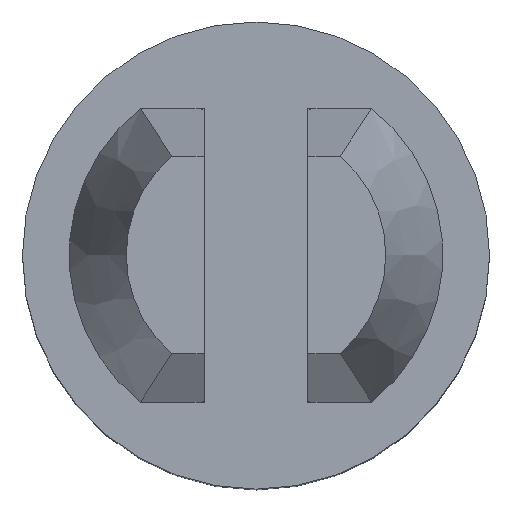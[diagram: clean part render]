
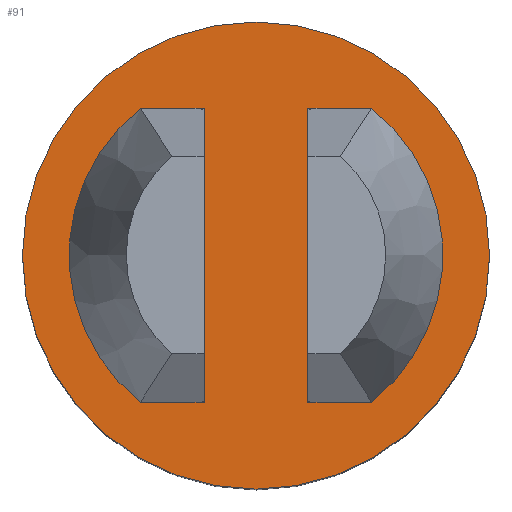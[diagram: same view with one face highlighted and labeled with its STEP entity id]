
A CAD part, top view. The second image highlights one B-rep face of the part: STEP entity #91.
In plain terms, the highlighted planar face has unit normal (0, 0, 1).
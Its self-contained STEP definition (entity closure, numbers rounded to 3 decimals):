
#91 = ADVANCED_FACE( '', ( #182, #183, #184 ), #185, .F. );
#182 = FACE_BOUND( '', #269, .T. );
#183 = FACE_BOUND( '', #270, .T. );
#184 = FACE_OUTER_BOUND( '', #271, .T. );
#185 = PLANE( '', #272 );
#269 = EDGE_LOOP( '', ( #455, #456 ) );
#270 = EDGE_LOOP( '', ( #457, #458 ) );
#271 = EDGE_LOOP( '', ( #459 ) );
#272 = AXIS2_PLACEMENT_3D( '', #460, #461, #462 );
#455 = ORIENTED_EDGE( '', *, *, #505, .T. );
#456 = ORIENTED_EDGE( '', *, *, #547, .T. );
#457 = ORIENTED_EDGE( '', *, *, #501, .T. );
#458 = ORIENTED_EDGE( '', *, *, #534, .F. );
#459 = ORIENTED_EDGE( '', *, *, #527, .F. );
#460 = CARTESIAN_POINT( '', ( -1.5, 0., 2.4 ) );
#461 = DIRECTION( '', ( 0., 0., -1. ) );
#462 = DIRECTION( '', ( -1., 0., 0. ) );
#501 = EDGE_CURVE( '', #584, #588, #590, .T. );
#505 = EDGE_CURVE( '', #597, #595, #598, .T. );
#527 = EDGE_CURVE( '', #631, #631, #632, .T. );
#534 = EDGE_CURVE( '', #584, #588, #640, .T. );
#547 = EDGE_CURVE( '', #595, #597, #657, .T. );
#584 = VERTEX_POINT( '', #704 );
#588 = VERTEX_POINT( '', #709 );
#590 = CIRCLE( '', #712, 1.5 );
#595 = VERTEX_POINT( '', #718 );
#597 = VERTEX_POINT( '', #721 );
#598 = LINE( '', #722, #723 );
#631 = VERTEX_POINT( '', #781 );
#632 = CIRCLE( '', #782, 2.25 );
#640 = LINE( '', #796, #797 );
#657 = CIRCLE( '', #822, 1.5 );
#704 = CARTESIAN_POINT( '', ( -0.5, -1.414, 2.4 ) );
#709 = CARTESIAN_POINT( '', ( -0.5, 1.414, 2.4 ) );
#712 = AXIS2_PLACEMENT_3D( '', #875, #876, #877 );
#718 = CARTESIAN_POINT( '', ( 0.5, 1.414, 2.4 ) );
#721 = CARTESIAN_POINT( '', ( 0.5, -1.414, 2.4 ) );
#722 = CARTESIAN_POINT( '', ( 0.5, -2.25, 2.4 ) );
#723 = VECTOR( '', #880, 1000. );
#781 = CARTESIAN_POINT( '', ( -2.25, 0., 2.4 ) );
#782 = AXIS2_PLACEMENT_3D( '', #903, #904, #905 );
#796 = CARTESIAN_POINT( '', ( -0.5, -2.25, 2.4 ) );
#797 = VECTOR( '', #909, 1000. );
#822 = AXIS2_PLACEMENT_3D( '', #921, #922, #923 );
#875 = CARTESIAN_POINT( '', ( 0., 0., 2.4 ) );
#876 = DIRECTION( '', ( 0., 0., -1. ) );
#877 = DIRECTION( '', ( -1., 0., 0. ) );
#880 = DIRECTION( '', ( 0., 1., 0. ) );
#903 = CARTESIAN_POINT( '', ( 0., 0., 2.4 ) );
#904 = DIRECTION( '', ( 0., 0., -1. ) );
#905 = DIRECTION( '', ( -1., 0., 0. ) );
#909 = DIRECTION( '', ( 0., 1., 0. ) );
#921 = CARTESIAN_POINT( '', ( 0., 0., 2.4 ) );
#922 = DIRECTION( '', ( 0., 0., -1. ) );
#923 = DIRECTION( '', ( -1., 0., 0. ) );
